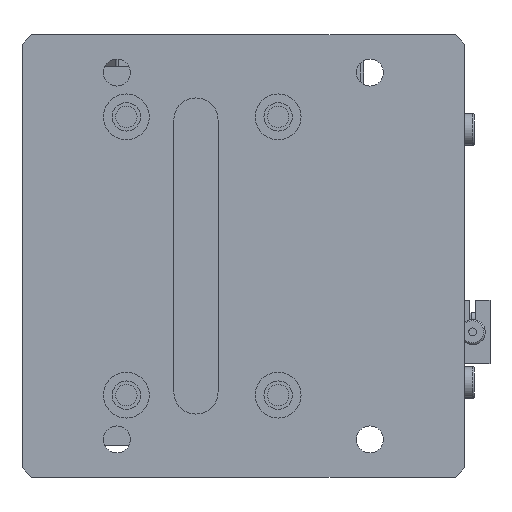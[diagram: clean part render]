
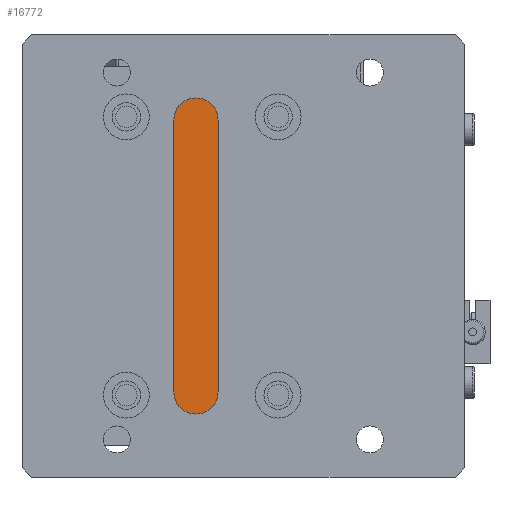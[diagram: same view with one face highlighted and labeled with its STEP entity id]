
A CAD part, front view. The second image highlights one B-rep face of the part: STEP entity #16772.
In plain terms, the highlighted face is planar.
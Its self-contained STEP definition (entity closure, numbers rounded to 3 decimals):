
#1644 = ORIENTED_EDGE ( 'NONE', *, *, #20838, .T. ) ;
#2612 = PLANE ( 'NONE',  #36483 ) ;
#3636 = VECTOR ( 'NONE', #57331, 1000. ) ;
#3668 = DIRECTION ( 'NONE',  ( 0., 0., -1. ) ) ;
#5965 = ORIENTED_EDGE ( 'NONE', *, *, #50243, .T. ) ;
#6528 = CARTESIAN_POINT ( 'NONE',  ( 1.14, 51.126, 117. ) ) ;
#6916 = CIRCLE ( 'NONE', #47121, 7. ) ;
#8160 = ORIENTED_EDGE ( 'NONE', *, *, #40740, .T. ) ;
#8659 = CARTESIAN_POINT ( 'NONE',  ( 15.14, -34.874, 117. ) ) ;
#8740 = VERTEX_POINT ( 'NONE', #17090 ) ;
#12738 = CARTESIAN_POINT ( 'NONE',  ( 8.14, 51.126, 117. ) ) ;
#13061 = DIRECTION ( 'NONE',  ( 0., 0., -1. ) ) ;
#13278 = DIRECTION ( 'NONE',  ( -1., 0., 0. ) ) ;
#13357 = CARTESIAN_POINT ( 'NONE',  ( 8.14, 51.126, 117. ) ) ;
#16772 = ADVANCED_FACE ( 'NONE', ( #55116 ), #2612, .T. ) ;
#17090 = CARTESIAN_POINT ( 'NONE',  ( 1.14, -34.874, 117. ) ) ;
#17984 = VERTEX_POINT ( 'NONE', #8659 ) ;
#18973 = ORIENTED_EDGE ( 'NONE', *, *, #27443, .T. ) ;
#20838 = EDGE_CURVE ( 'NONE', #53204, #32946, #6916, .T. ) ;
#24152 = CARTESIAN_POINT ( 'NONE',  ( 1.14, 51.126, 117. ) ) ;
#27443 = EDGE_CURVE ( 'NONE', #32946, #17984, #54141, .T. ) ;
#28023 = CARTESIAN_POINT ( 'NONE',  ( 8.14, -34.874, 117. ) ) ;
#32782 = DIRECTION ( 'NONE',  ( 1., 0., 0. ) ) ;
#32946 = VERTEX_POINT ( 'NONE', #62465 ) ;
#34403 = DIRECTION ( 'NONE',  ( 0., -1., 0. ) ) ;
#36483 = AXIS2_PLACEMENT_3D ( 'NONE', #12738, #38028, #32782 ) ;
#38028 = DIRECTION ( 'NONE',  ( 0., 0., -1. ) ) ;
#40740 = EDGE_CURVE ( 'NONE', #8740, #53204, #43755, .T. ) ;
#43755 = LINE ( 'NONE', #6528, #3636 ) ;
#45311 = CIRCLE ( 'NONE', #46201, 7. ) ;
#46201 = AXIS2_PLACEMENT_3D ( 'NONE', #28023, #13061, #13278 ) ;
#47121 = AXIS2_PLACEMENT_3D ( 'NONE', #13357, #3668, #53981 ) ;
#50243 = EDGE_CURVE ( 'NONE', #17984, #8740, #45311, .T. ) ;
#53204 = VERTEX_POINT ( 'NONE', #24152 ) ;
#53981 = DIRECTION ( 'NONE',  ( -1., 0., 0. ) ) ;
#54141 = LINE ( 'NONE', #64520, #62074 ) ;
#54596 = EDGE_LOOP ( 'NONE', ( #1644, #18973, #5965, #8160 ) ) ;
#55116 = FACE_OUTER_BOUND ( 'NONE', #54596, .T. ) ;
#57331 = DIRECTION ( 'NONE',  ( 0., 1., 0. ) ) ;
#62074 = VECTOR ( 'NONE', #34403, 1000. ) ;
#62465 = CARTESIAN_POINT ( 'NONE',  ( 15.14, 51.126, 117. ) ) ;
#64520 = CARTESIAN_POINT ( 'NONE',  ( 15.14, 51.126, 117. ) ) ;
